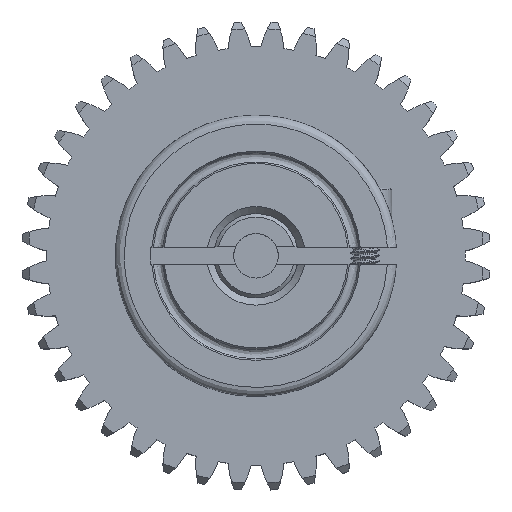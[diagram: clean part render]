
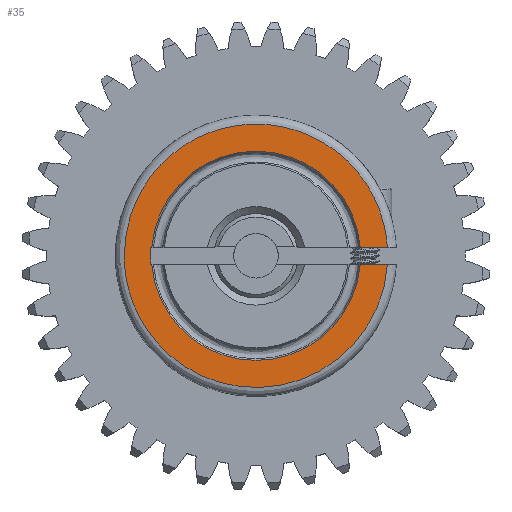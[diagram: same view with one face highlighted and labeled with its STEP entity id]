
A CAD part, top view. The second image highlights one B-rep face of the part: STEP entity #35.
In plain terms, the highlighted planar face has unit normal (0, 0, 1).
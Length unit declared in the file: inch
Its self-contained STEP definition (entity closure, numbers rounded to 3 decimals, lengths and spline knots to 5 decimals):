
#35 = ADVANCED_FACE ( 'NONE', ( #14818 ), #13509, .T. ) ;
#119 = EDGE_CURVE ( 'NONE', #15893, #16744, #10763, .T. ) ;
#408 = CARTESIAN_POINT ( 'NONE',  ( 0.11936, 1.46825, 2.77097 ) ) ;
#459 = DIRECTION ( 'NONE',  ( 0., 0., -1. ) ) ;
#600 = VERTEX_POINT ( 'NONE', #408 ) ;
#691 = ORIENTED_EDGE ( 'NONE', *, *, #10864, .T. ) ;
#802 = CARTESIAN_POINT ( 'NONE',  ( 0.05514, 1.5863, 2.77097 ) ) ;
#872 = CARTESIAN_POINT ( 'NONE',  ( 0.76737, 1.60902, 2.77097 ) ) ;
#1038 = CARTESIAN_POINT ( 'NONE',  ( 0.11936, 1.51525, 2.77097 ) ) ;
#1325 = DIRECTION ( 'NONE',  ( 1., 0., 0. ) ) ;
#1340 = VECTOR ( 'NONE', #1325, 39.37008 ) ;
#1532 = CARTESIAN_POINT ( 'NONE',  ( 0.7066, 1.46825, 2.77097 ) ) ;
#1697 = CARTESIAN_POINT ( 'NONE',  ( 0.80833, 1.46825, 2.77097 ) ) ;
#1703 = VERTEX_POINT ( 'NONE', #6584 ) ;
#1920 = ORIENTED_EDGE ( 'NONE', *, *, #15397, .T. ) ;
#2232 = CARTESIAN_POINT ( 'NONE',  ( 0.1169, 1.71431, 2.77097 ) ) ;
#2288 =( BOUNDED_CURVE ( )  B_SPLINE_CURVE ( 3, ( #3901, #2571, #3958, #13663 ),
 .UNSPECIFIED., .F., .F. ) 
 B_SPLINE_CURVE_WITH_KNOTS ( ( 4, 4 ),
 ( 0., 1. ),
 .UNSPECIFIED. ) 
 CURVE ( )  GEOMETRIC_REPRESENTATION_ITEM ( )  RATIONAL_B_SPLINE_CURVE ( ( 1., 0.355, 0.355, 1. ) ) 
 REPRESENTATION_ITEM ( '' )  );
#2293 = CARTESIAN_POINT ( 'NONE',  ( 0.78258, 1.51525, 2.77097 ) ) ;
#2450 = CIRCLE ( 'NONE', #13570, 0.29291 ) ;
#2571 = CARTESIAN_POINT ( 'NONE',  ( 0.73842, 0.77682, 2.77097 ) ) ;
#2741 = ORIENTED_EDGE ( 'NONE', *, *, #4549, .T. ) ;
#3616 = CARTESIAN_POINT ( 'NONE',  ( 0.22219, 1.80978, 2.77097 ) ) ;
#3901 = CARTESIAN_POINT ( 'NONE',  ( 0.78258, 1.46825, 2.77097 ) ) ;
#3953 = CARTESIAN_POINT ( 'NONE',  ( 0.04593, 1.49175, 2.77097 ) ) ;
#3958 = CARTESIAN_POINT ( 'NONE',  ( 0.04593, 0.79891, 2.77097 ) ) ;
#4549 = EDGE_CURVE ( 'NONE', #13644, #15893, #2450, .T. ) ;
#4615 = CARTESIAN_POINT ( 'NONE',  ( 0.41463, 1.46825, 2.77097 ) ) ;
#4669 = CARTESIAN_POINT ( 'NONE',  ( 0.41463, 1.49175, 2.77097 ) ) ;
#4671 = VECTOR ( 'NONE', #10191, 39.37008 ) ;
#4702 = CIRCLE ( 'NONE', #16256, 0.29291 ) ;
#4811 = LINE ( 'NONE', #1038, #8982 ) ;
#5005 = CARTESIAN_POINT ( 'NONE',  ( 0.35562, 1.85876, 2.77097 ) ) ;
#5122 = CARTESIAN_POINT ( 'NONE',  ( 0.12266, 1.46825, 2.77097 ) ) ;
#5214 = CARTESIAN_POINT ( 'NONE',  ( 0.11936, 1.51525, 2.77097 ) ) ;
#5265 = VERTEX_POINT ( 'NONE', #7104 ) ;
#5427 = ORIENTED_EDGE ( 'NONE', *, *, #119, .T. ) ;
#5583 = EDGE_CURVE ( 'NONE', #1703, #5265, #15257, .T. ) ;
#6412 = DIRECTION ( 'NONE',  ( 0., 0., -1. ) ) ;
#6418 = CARTESIAN_POINT ( 'NONE',  ( 0.49767, 1.85408, 2.77097 ) ) ;
#6584 = CARTESIAN_POINT ( 'NONE',  ( 0.7066, 1.51525, 2.77097 ) ) ;
#7104 = CARTESIAN_POINT ( 'NONE',  ( 0.78258, 1.51525, 2.77097 ) ) ;
#7135 = EDGE_CURVE ( 'NONE', #12323, #5265, #9710, .T. ) ;
#7857 = CARTESIAN_POINT ( 'NONE',  ( 0.62758, 1.79643, 2.77097 ) ) ;
#8755 = VECTOR ( 'NONE', #10131, 39.37008 ) ;
#8791 = LINE ( 'NONE', #9700, #1340 ) ;
#8906 = VERTEX_POINT ( 'NONE', #11550 ) ;
#8982 = VECTOR ( 'NONE', #9418, 39.37008 ) ;
#9252 = CARTESIAN_POINT ( 'NONE',  ( 0.72636, 1.69424, 2.77097 ) ) ;
#9418 = DIRECTION ( 'NONE',  ( 0., 1., 0. ) ) ;
#9610 = EDGE_CURVE ( 'NONE', #8906, #12323, #2288, .T. ) ;
#9700 = CARTESIAN_POINT ( 'NONE',  ( 0.41463, 1.51525, 2.77097 ) ) ;
#9710 = B_SPLINE_CURVE_WITH_KNOTS ( 'NONE', 3,
 ( #15973, #17356, #802, #10590, #2232, #11959, #3616, #13320, #5005, #14692, #6418, #16037, #7857, #17419, #9252, #872, #10646, #2293 ),
 .UNSPECIFIED., .F., .F.,
 ( 4, 2, 2, 2, 2, 2, 2, 2, 4 ),
 ( 0., 0.125, 0.25, 0.375, 0.5, 0.625, 0.75, 0.875, 1. ),
 .UNSPECIFIED. ) ;
#10097 = VERTEX_POINT ( 'NONE', #13107 ) ;
#10131 = DIRECTION ( 'NONE',  ( -1., 0., 0. ) ) ;
#10191 = DIRECTION ( 'NONE',  ( -1., 0., 0. ) ) ;
#10247 = DIRECTION ( 'NONE',  ( 0., -1., 0. ) ) ;
#10590 = CARTESIAN_POINT ( 'NONE',  ( 0.09063, 1.67396, 2.77097 ) ) ;
#10646 = CARTESIAN_POINT ( 'NONE',  ( 0.77957, 1.56244, 2.77097 ) ) ;
#10763 = CIRCLE ( 'NONE', #13650, 0.29291 ) ;
#10840 = ORIENTED_EDGE ( 'NONE', *, *, #16930, .T. ) ;
#10864 = EDGE_CURVE ( 'NONE', #600, #17494, #4811, .T. ) ;
#11191 = CARTESIAN_POINT ( 'NONE',  ( 0.41463, 1.19884, 2.77097 ) ) ;
#11214 = EDGE_CURVE ( 'NONE', #8906, #13644, #16015, .T. ) ;
#11550 = CARTESIAN_POINT ( 'NONE',  ( 0.78258, 1.46825, 2.77097 ) ) ;
#11612 = ORIENTED_EDGE ( 'NONE', *, *, #11214, .T. ) ;
#11653 = CARTESIAN_POINT ( 'NONE',  ( 0.41463, 1.49175, 2.77097 ) ) ;
#11665 = VECTOR ( 'NONE', #12213, 39.37008 ) ;
#11959 = CARTESIAN_POINT ( 'NONE',  ( 0.18269, 1.78224, 2.77097 ) ) ;
#12213 = DIRECTION ( 'NONE',  ( 1., 0., 0. ) ) ;
#12323 = VERTEX_POINT ( 'NONE', #3953 ) ;
#12869 = ORIENTED_EDGE ( 'NONE', *, *, #13842, .T. ) ;
#12955 = CARTESIAN_POINT ( 'NONE',  ( 0.80833, 1.51525, 2.77097 ) ) ;
#13107 = CARTESIAN_POINT ( 'NONE',  ( 0.12266, 1.51525, 2.77097 ) ) ;
#13320 = CARTESIAN_POINT ( 'NONE',  ( 0.30867, 1.84805, 2.77097 ) ) ;
#13509 = PLANE ( 'NONE',  #14572 ) ;
#13570 = AXIS2_PLACEMENT_3D ( 'NONE', #4669, #459, #10247 ) ;
#13621 = CARTESIAN_POINT ( 'NONE',  ( 0.41463, 1.49175, 2.77097 ) ) ;
#13644 = VERTEX_POINT ( 'NONE', #1532 ) ;
#13650 = AXIS2_PLACEMENT_3D ( 'NONE', #16871, #16892, #16908 ) ;
#13663 = CARTESIAN_POINT ( 'NONE',  ( 0.04593, 1.49175, 2.77097 ) ) ;
#13842 = EDGE_CURVE ( 'NONE', #10097, #1703, #4702, .T. ) ;
#14415 = LINE ( 'NONE', #4615, #4671 ) ;
#14572 = AXIS2_PLACEMENT_3D ( 'NONE', #13621, #17825, #17867 ) ;
#14611 = ORIENTED_EDGE ( 'NONE', *, *, #9610, .F. ) ;
#14692 = CARTESIAN_POINT ( 'NONE',  ( 0.45013, 1.86177, 2.77097 ) ) ;
#14818 = FACE_OUTER_BOUND ( 'NONE', #17916, .T. ) ;
#15257 = LINE ( 'NONE', #12955, #11665 ) ;
#15397 = EDGE_CURVE ( 'NONE', #16744, #600, #14415, .T. ) ;
#15893 = VERTEX_POINT ( 'NONE', #11191 ) ;
#15973 = CARTESIAN_POINT ( 'NONE',  ( 0.04593, 1.49175, 2.77097 ) ) ;
#15992 = ORIENTED_EDGE ( 'NONE', *, *, #5583, .T. ) ;
#16015 = LINE ( 'NONE', #1697, #8755 ) ;
#16031 = DIRECTION ( 'NONE',  ( 0., -1., 0. ) ) ;
#16037 = CARTESIAN_POINT ( 'NONE',  ( 0.58641, 1.8214, 2.77097 ) ) ;
#16256 = AXIS2_PLACEMENT_3D ( 'NONE', #11653, #6412, #16031 ) ;
#16744 = VERTEX_POINT ( 'NONE', #5122 ) ;
#16871 = CARTESIAN_POINT ( 'NONE',  ( 0.41463, 1.49175, 2.77097 ) ) ;
#16892 = DIRECTION ( 'NONE',  ( 0., 0., -1. ) ) ;
#16908 = DIRECTION ( 'NONE',  ( 0., -1., 0. ) ) ;
#16930 = EDGE_CURVE ( 'NONE', #17494, #10097, #8791, .T. ) ;
#17021 = ORIENTED_EDGE ( 'NONE', *, *, #7135, .F. ) ;
#17356 = CARTESIAN_POINT ( 'NONE',  ( 0.04593, 1.53904, 2.77097 ) ) ;
#17419 = CARTESIAN_POINT ( 'NONE',  ( 0.69757, 1.73284, 2.77097 ) ) ;
#17494 = VERTEX_POINT ( 'NONE', #5214 ) ;
#17825 = DIRECTION ( 'NONE',  ( 0., 0., 1. ) ) ;
#17867 = DIRECTION ( 'NONE',  ( 1., 0., 0. ) ) ;
#17916 = EDGE_LOOP ( 'NONE', ( #12869, #15992, #17021, #14611, #11612, #2741, #5427, #1920, #691, #10840 ) ) ;
